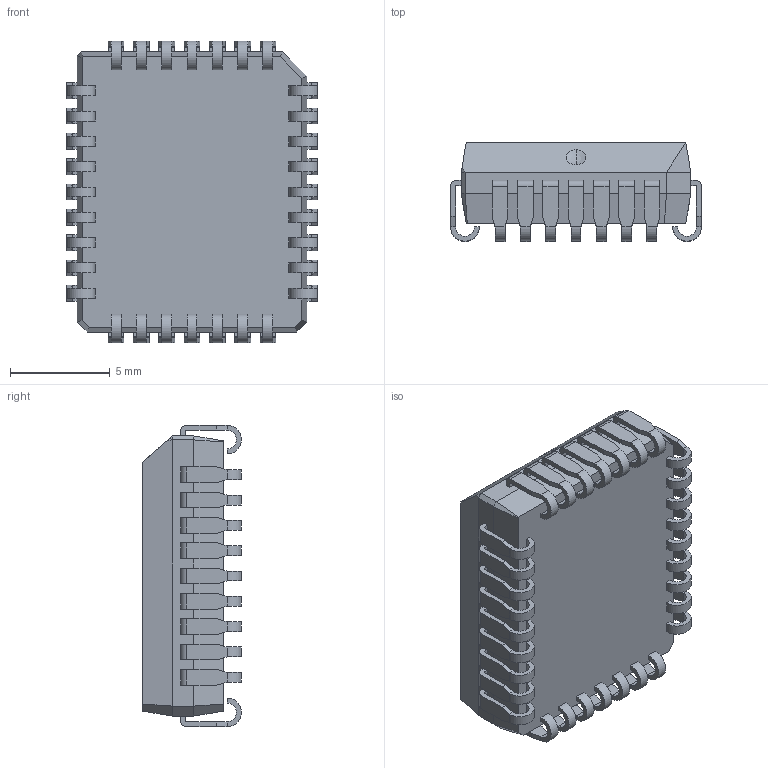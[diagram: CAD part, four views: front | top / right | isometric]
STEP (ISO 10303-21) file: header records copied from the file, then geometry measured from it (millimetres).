
FILE_DESCRIPTION((''),'2;1');
FILE_NAME('PLCC32_P1-27_L14-05_W11-51','2019-02-14T',('Dragos'),(''),'PRO/ENGINEER BY PARAMETRIC TECHNOLOGY CORPORATION, 2004440','PRO/ENGINEER BY PARAMETRIC TECHNOLOGY CORPORATION, 2004440','');
FILE_SCHEMA(('AUTOMOTIVE_DESIGN { 1 0 10303 214 1 1 1 1 }'));
Length unit declared in the file: millimetre
Products named in the file (1): PLCC32_P1-27_L14-05_W11-51
Bounding box: 12.58 x 4.96 x 15.12 mm (x, y, z)
Volume: 648.6 mm3; surface area: 746.2 mm2
Topology: 1 solids, 1 shells, 715 faces, 1876 edges, 1204 vertices
Faces by surface type: plane 585, cylinder 128, sphere 2
Entity records: 27620 total; most frequent: CARTESIAN_POINT 3791, ORIENTED_EDGE 3744, DIRECTION 3566, PRESENTATION_STYLE_ASSIGNMENT 1905, STYLED_ITEM 1876, CURVE_STYLE 1875, EDGE_CURVE 1872, VECTOR 1614
